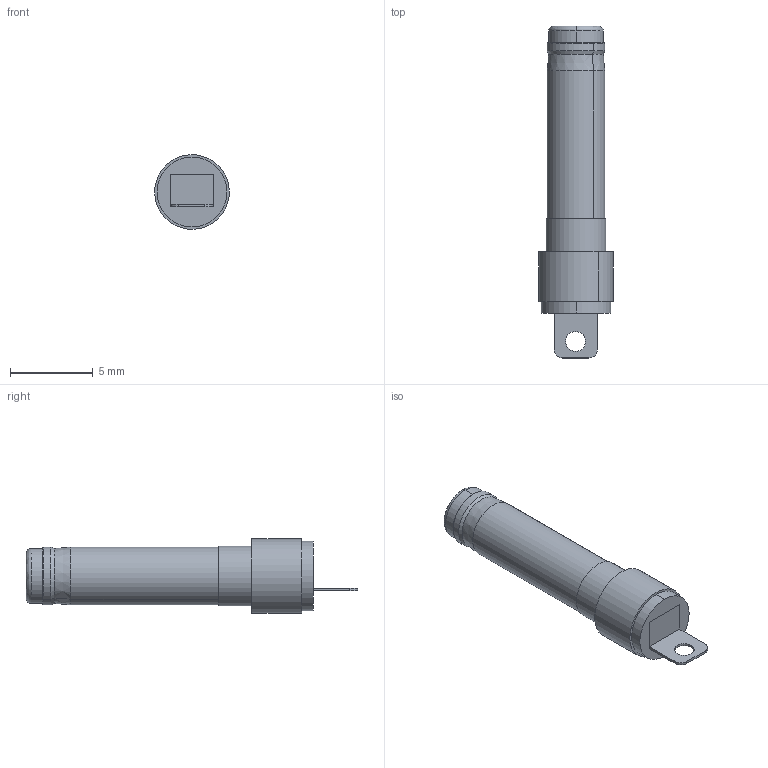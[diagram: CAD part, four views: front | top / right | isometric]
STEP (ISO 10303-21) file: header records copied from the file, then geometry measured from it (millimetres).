
FILE_DESCRIPTION (( 'STEP AP203' ), '1' );
FILE_NAME ('50-00056.step', '2016-09-15T21:28:19', ( '' ), ( '' ), 'SwSTEP 2.0', 'SolidWorks 2015', '' );
FILE_SCHEMA (( 'CONFIG_CONTROL_DESIGN' ));
Length unit declared in the file: millimetre
Products named in the file (5): 50-00056 insulator block; 50-00056 insulator; 50-00056 pin; 50-00056 shell; 50-00056
Assembly tree (4 placements, depth 2):
  50-00056
    50-00056 insulator block
    50-00056 insulator
    50-00056 pin
    50-00056 shell
Bounding box: 4.49 x 20 x 4.49 mm (x, y, z)
Volume: 157.7 mm3; surface area: 811.1 mm2
Topology: 4 solids, 4 shells, 195 faces, 480 edges, 286 vertices
Faces by surface type: plane 84, cylinder 67, cone 30, bspline 14
Entity records: 6640 total; most frequent: CARTESIAN_POINT 1657, ORIENTED_EDGE 944, DIRECTION 935, EDGE_CURVE 472, AXIS2_PLACEMENT_3D 358, VERTEX_POINT 286, LINE 219, VECTOR 219
